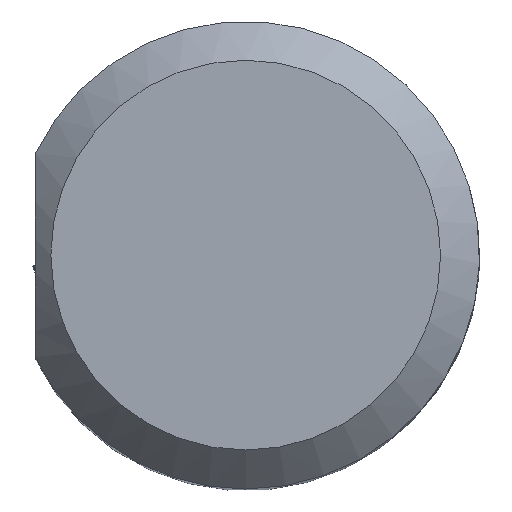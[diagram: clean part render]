
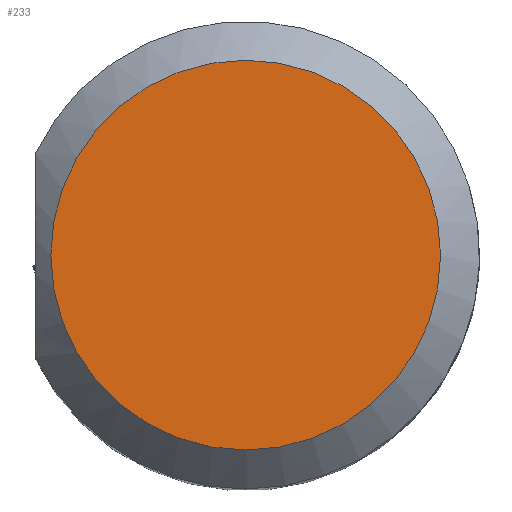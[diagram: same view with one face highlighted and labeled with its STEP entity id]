
A CAD part, top view. The second image highlights one B-rep face of the part: STEP entity #233.
In plain terms, the highlighted planar face has unit normal (0, 0, 1).
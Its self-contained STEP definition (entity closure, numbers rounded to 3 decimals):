
#143=PLANE('',#694);
#233=ADVANCED_FACE('',(#269),#143,.T.);
#269=FACE_OUTER_BOUND('',#295,.T.);
#295=EDGE_LOOP('',(#398));
#334=CIRCLE('',#684,5.);
#398=ORIENTED_EDGE('',*,*,#555,.F.);
#502=VERTEX_POINT('',#987);
#555=EDGE_CURVE('',#502,#502,#334,.T.);
#684=AXIS2_PLACEMENT_3D('',#986,#784,#785);
#694=AXIS2_PLACEMENT_3D('',#1027,#806,#807);
#784=DIRECTION('',(0.,0.,-1.));
#785=DIRECTION('',(0.,-1.,0.));
#806=DIRECTION('',(0.,0.,1.));
#807=DIRECTION('',(0.,1.,0.));
#986=CARTESIAN_POINT('',(0.,0.,0.));
#987=CARTESIAN_POINT('',(0.,-5.,0.));
#1027=CARTESIAN_POINT('',(5.,0.,0.));
